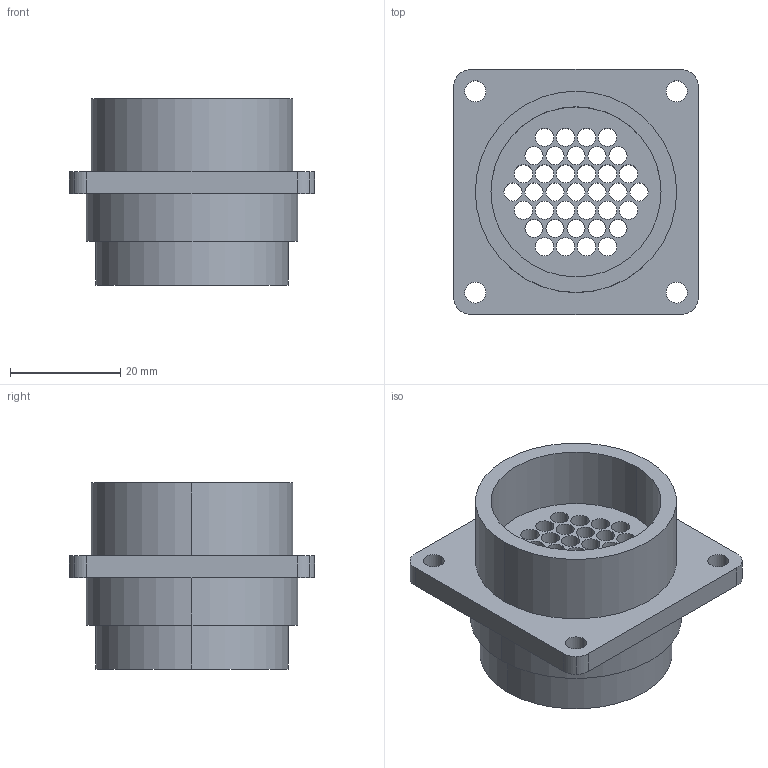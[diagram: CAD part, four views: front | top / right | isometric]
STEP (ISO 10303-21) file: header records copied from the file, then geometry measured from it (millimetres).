
FILE_DESCRIPTION((''),'2;1');
FILE_NAME('37 Pin Connector.stp','2004-01-09T20:46:26',('Administrator'),(''),'Autodesk Inventor (tm) 5.0','Autodesk Inventor (tm) 5.0','');
FILE_SCHEMA(('CONFIG_CONTROL_DESIGN'));
Length unit declared in the file: inch
Products named in the file (1): 37 Pin Connector
Bounding box: 44.45 x 44.45 x 33.78 mm (x, y, z)
Volume: 23440.7 mm3; surface area: 17199.7 mm2
Topology: 1 solids, 1 shells, 108 faces, 306 edges, 204 vertices
Faces by surface type: bspline 55, cylinder 44, plane 9
Entity records: 4589 total; most frequent: CARTESIAN_POINT 1540, ORIENTED_EDGE 612, DIRECTION 610, EDGE_CURVE 306, AXIS2_PLACEMENT_3D 250, VERTEX_POINT 204, CIRCLE 196, EDGE_LOOP 194
